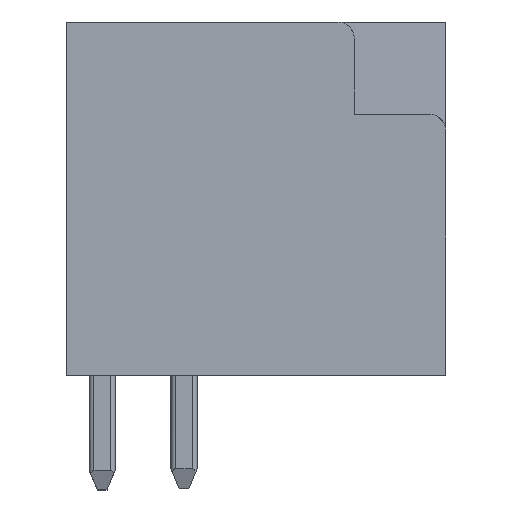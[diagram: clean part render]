
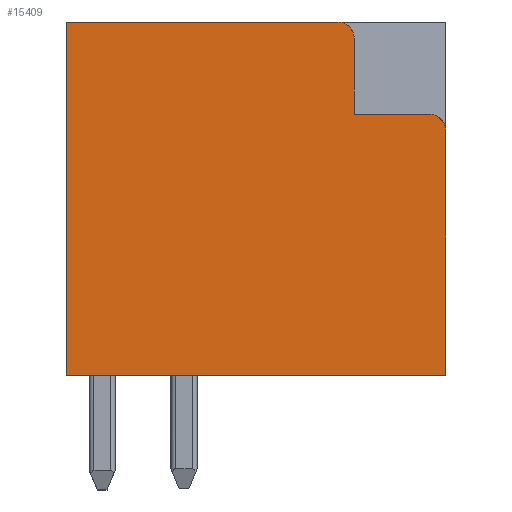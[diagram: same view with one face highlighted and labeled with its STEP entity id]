
A CAD part, left-side view. The second image highlights one B-rep face of the part: STEP entity #15409.
In plain terms, the highlighted planar face has unit normal (-1, 0, 0).
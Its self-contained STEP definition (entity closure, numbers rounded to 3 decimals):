
#441=CIRCLE('',#16476,0.5);
#442=CIRCLE('',#16477,0.5);
#3440=ORIENTED_EDGE('',*,*,#6306,.F.);
#3441=ORIENTED_EDGE('',*,*,#6564,.T.);
#3442=ORIENTED_EDGE('',*,*,#6565,.T.);
#3443=ORIENTED_EDGE('',*,*,#6566,.T.);
#3444=ORIENTED_EDGE('',*,*,#6567,.T.);
#3445=ORIENTED_EDGE('',*,*,#6063,.F.);
#3446=ORIENTED_EDGE('',*,*,#6376,.F.);
#3447=ORIENTED_EDGE('',*,*,#6568,.T.);
#6063=EDGE_CURVE('',#8003,#8004,#9529,.T.);
#6306=EDGE_CURVE('',#8160,#8161,#9762,.T.);
#6376=EDGE_CURVE('',#8214,#8003,#9832,.T.);
#6564=EDGE_CURVE('',#8160,#8305,#441,.F.);
#6565=EDGE_CURVE('',#8305,#8306,#10013,.T.);
#6566=EDGE_CURVE('',#8306,#8307,#10014,.T.);
#6567=EDGE_CURVE('',#8307,#8004,#442,.F.);
#6568=EDGE_CURVE('',#8214,#8161,#10015,.T.);
#8003=VERTEX_POINT('',#23180);
#8004=VERTEX_POINT('',#23182);
#8160=VERTEX_POINT('',#23684);
#8161=VERTEX_POINT('',#23686);
#8214=VERTEX_POINT('',#23817);
#8305=VERTEX_POINT('',#24210);
#8306=VERTEX_POINT('',#24212);
#8307=VERTEX_POINT('',#24214);
#9529=LINE('',#23181,#11387);
#9762=LINE('',#23685,#11620);
#9832=LINE('',#23818,#11690);
#10013=LINE('',#24211,#11871);
#10014=LINE('',#24213,#11872);
#10015=LINE('',#24216,#11873);
#11387=VECTOR('',#18707,1000.);
#11620=VECTOR('',#19104,1000.);
#11690=VECTOR('',#19192,1000.);
#11871=VECTOR('',#19583,1000.);
#11872=VECTOR('',#19584,1000.);
#11873=VECTOR('',#19587,1000.);
#13025=EDGE_LOOP('',(#3440,#3441,#3442,#3443,#3444,#3445,#3446,#3447));
#13924=FACE_BOUND('',#13025,.T.);
#14661=PLANE('',#16475);
#15409=ADVANCED_FACE('',(#13924),#14661,.F.);
#16475=AXIS2_PLACEMENT_3D('',#24208,#19579,#19580);
#16476=AXIS2_PLACEMENT_3D('',#24209,#19581,#19582);
#16477=AXIS2_PLACEMENT_3D('',#24215,#19585,#19586);
#18707=DIRECTION('',(0.,-1.,0.));
#19104=DIRECTION('',(0.,0.,-1.));
#19192=DIRECTION('',(0.,0.,1.));
#19579=DIRECTION('',(1.,0.,0.));
#19580=DIRECTION('',(0.,0.,-1.));
#19581=DIRECTION('',(1.,0.,0.));
#19582=DIRECTION('',(0.,0.,-1.));
#19583=DIRECTION('',(0.,1.,0.));
#19584=DIRECTION('',(0.,0.,1.));
#19585=DIRECTION('',(1.,0.,0.));
#19586=DIRECTION('',(0.,0.,-1.));
#19587=DIRECTION('',(0.,-1.,0.));
#23180=CARTESIAN_POINT('',(-10.5,11.6,10.8));
#23181=CARTESIAN_POINT('',(-10.5,11.6,10.8));
#23182=CARTESIAN_POINT('',(-10.5,3.3,10.8));
#23684=CARTESIAN_POINT('',(-10.5,0.,7.48));
#23685=CARTESIAN_POINT('',(-10.5,0.,10.8));
#23686=CARTESIAN_POINT('',(-10.5,0.,0.));
#23817=CARTESIAN_POINT('',(-10.5,11.6,0.));
#23818=CARTESIAN_POINT('',(-10.5,11.6,0.303));
#24208=CARTESIAN_POINT('',(-10.5,0.,0.));
#24209=CARTESIAN_POINT('',(-10.5,0.5,7.48));
#24210=CARTESIAN_POINT('',(-10.5,0.5,7.98));
#24211=CARTESIAN_POINT('',(-10.5,0.,7.98));
#24212=CARTESIAN_POINT('',(-10.5,2.8,7.98));
#24213=CARTESIAN_POINT('',(-10.5,2.8,7.98));
#24214=CARTESIAN_POINT('',(-10.5,2.8,10.3));
#24215=CARTESIAN_POINT('',(-10.5,3.3,10.3));
#24216=CARTESIAN_POINT('',(-10.5,11.6,0.));
